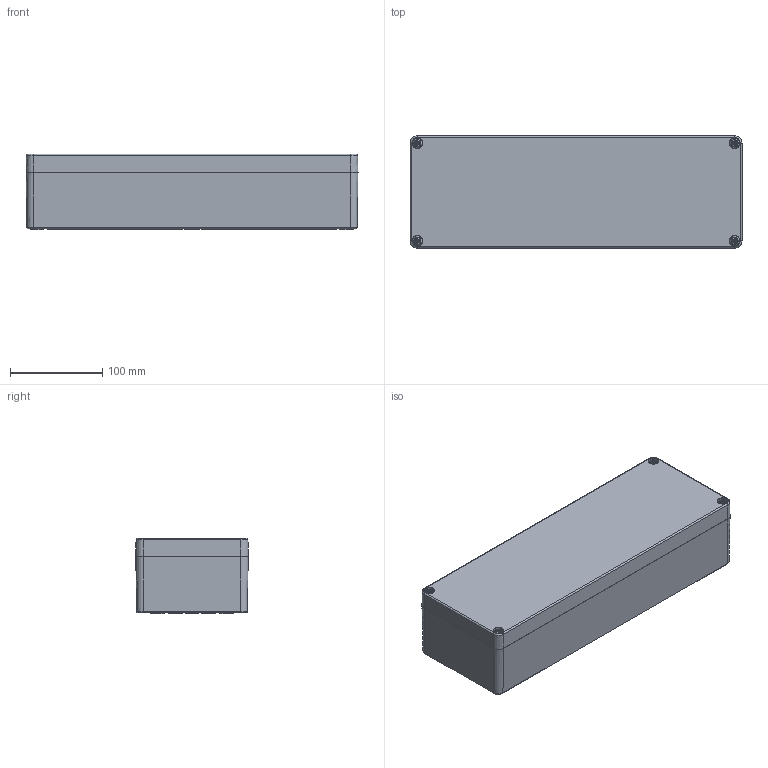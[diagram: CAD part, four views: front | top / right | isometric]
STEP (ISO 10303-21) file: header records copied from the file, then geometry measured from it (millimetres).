
FILE_DESCRIPTION((''),'2;1');
FILE_NAME('0101102400-MBA_361280_VE.stp','2014-10-20T09:49:14',('robin.rentz'),(''),'Autodesk Inventor 2012','Autodesk Inventor 2012','');
FILE_SCHEMA(('CONFIG_CONTROL_DESIGN'));
Length unit declared in the file: millimetre
Products named in the file (5): 0101102400-MBA_361280_VE; 0100102402-UT_361280_VE; 0100102401-OT_361280_VE; Schrauben A2 BM6 x 22; xxx-O-Ring-MBA_361280
Assembly tree (7 placements, depth 2):
  0101102400-MBA_361280_VE
    0100102402-UT_361280_VE
    0100102401-OT_361280_VE
    Schrauben A2 BM6 x 22  x4
    xxx-O-Ring-MBA_361280
Bounding box: 360 x 122 x 82 mm (x, y, z)
Volume: 801244.5 mm3; surface area: 348323.7 mm2
Topology: 7 solids, 7 shells, 1488 faces, 3750 edges, 2382 vertices
Faces by surface type: plane 637, bspline 320, cylinder 196, torus 178, cone 152, sphere 5
Full cylindrical faces by diameter (mm): 4.917 x11, 5 x4, 6 x4, 7 x4, 7.2 x5, 7.5 x4, 8 x5, 8.3 x4, 10 x6, 10.5 x4, 11 x4
Entity records: 46849 total; most frequent: CARTESIAN_POINT 16213, ORIENTED_EDGE 6628, DIRECTION 5488, EDGE_CURVE 3314, VERTEX_POINT 2166, VECTOR 1868, LINE 1868, AXIS2_PLACEMENT_3D 1810
